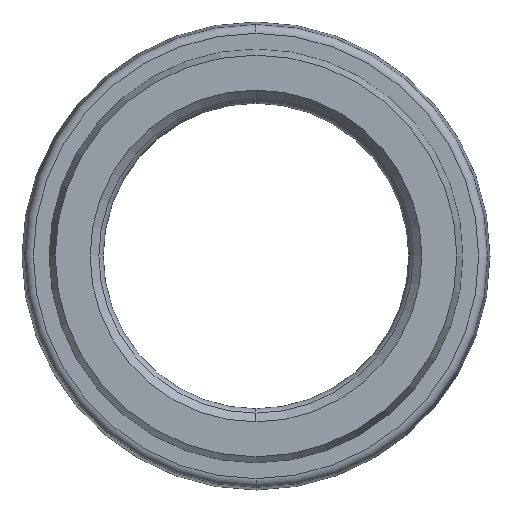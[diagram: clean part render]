
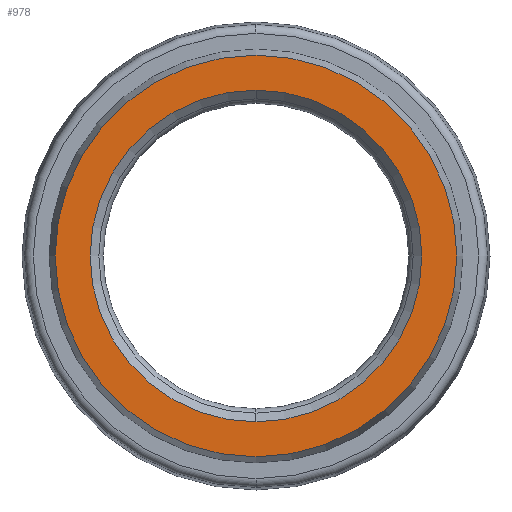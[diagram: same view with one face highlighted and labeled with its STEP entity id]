
A CAD part, left-side view. The second image highlights one B-rep face of the part: STEP entity #978.
In plain terms, the highlighted planar face has unit normal (-1, 0, 0).
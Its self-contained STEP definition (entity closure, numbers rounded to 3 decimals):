
#12 = CARTESIAN_POINT ( 'NONE',  ( 0., 0., -11.5 ) ) ;
#61 = CARTESIAN_POINT ( 'NONE',  ( 0., 0., 9.5 ) ) ;
#70 = CARTESIAN_POINT ( 'NONE',  ( 0., 0., -9.5 ) ) ;
#99 = AXIS2_PLACEMENT_3D ( 'NONE', #873, #863, #854 ) ;
#117 = AXIS2_PLACEMENT_3D ( 'NONE', #911, #907, #943 ) ;
#122 = AXIS2_PLACEMENT_3D ( 'NONE', #880, #876, #872 ) ;
#127 = AXIS2_PLACEMENT_3D ( 'NONE', #917, #922, #954 ) ;
#142 = EDGE_CURVE ( 'NONE', #517, #757, #584, .T. ) ;
#151 = EDGE_CURVE ( 'NONE', #568, #728, #665, .T. ) ;
#174 = EDGE_CURVE ( 'NONE', #728, #568, #654, .T. ) ;
#187 = EDGE_CURVE ( 'NONE', #757, #517, #613, .T. ) ;
#376 = PLANE ( 'NONE',  #798 ) ;
#378 = CARTESIAN_POINT ( 'NONE',  ( 0., 9., 0. ) ) ;
#380 = DIRECTION ( 'NONE',  ( 0., 0., -1. ) ) ;
#415 = DIRECTION ( 'NONE',  ( 1., 0., 0. ) ) ;
#517 = VERTEX_POINT ( 'NONE', #1045 ) ;
#527 = EDGE_LOOP ( 'NONE', ( #1100, #1094 ) ) ;
#568 = VERTEX_POINT ( 'NONE', #61 ) ;
#579 = EDGE_LOOP ( 'NONE', ( #1072, #1082 ) ) ;
#584 = CIRCLE ( 'NONE', #122, 11.5 ) ;
#613 = CIRCLE ( 'NONE', #127, 11.5 ) ;
#654 = CIRCLE ( 'NONE', #117, 9.5 ) ;
#665 = CIRCLE ( 'NONE', #99, 9.5 ) ;
#669 = FACE_BOUND ( 'NONE', #579, .T. ) ;
#690 = FACE_OUTER_BOUND ( 'NONE', #527, .T. ) ;
#728 = VERTEX_POINT ( 'NONE', #70 ) ;
#757 = VERTEX_POINT ( 'NONE', #12 ) ;
#798 = AXIS2_PLACEMENT_3D ( 'NONE', #378, #415, #380 ) ;
#854 = DIRECTION ( 'NONE',  ( 0., 0., -1. ) ) ;
#863 = DIRECTION ( 'NONE',  ( 1., 0., 0. ) ) ;
#872 = DIRECTION ( 'NONE',  ( 0., 0., 1. ) ) ;
#873 = CARTESIAN_POINT ( 'NONE',  ( 0., 0., 0. ) ) ;
#876 = DIRECTION ( 'NONE',  ( -1., 0., 0. ) ) ;
#880 = CARTESIAN_POINT ( 'NONE',  ( 0., 0., 0. ) ) ;
#907 = DIRECTION ( 'NONE',  ( 1., 0., 0. ) ) ;
#911 = CARTESIAN_POINT ( 'NONE',  ( 0., 0., 0. ) ) ;
#917 = CARTESIAN_POINT ( 'NONE',  ( 0., 0., 0. ) ) ;
#922 = DIRECTION ( 'NONE',  ( -1., 0., 0. ) ) ;
#943 = DIRECTION ( 'NONE',  ( 0., 0., -1. ) ) ;
#954 = DIRECTION ( 'NONE',  ( 0., 0., 1. ) ) ;
#978 = ADVANCED_FACE ( 'NONE', ( #669, #690 ), #376, .F. ) ;
#1045 = CARTESIAN_POINT ( 'NONE',  ( 0., 0., 11.5 ) ) ;
#1072 = ORIENTED_EDGE ( 'NONE', *, *, #151, .T. ) ;
#1082 = ORIENTED_EDGE ( 'NONE', *, *, #174, .T. ) ;
#1094 = ORIENTED_EDGE ( 'NONE', *, *, #142, .T. ) ;
#1100 = ORIENTED_EDGE ( 'NONE', *, *, #187, .T. ) ;
